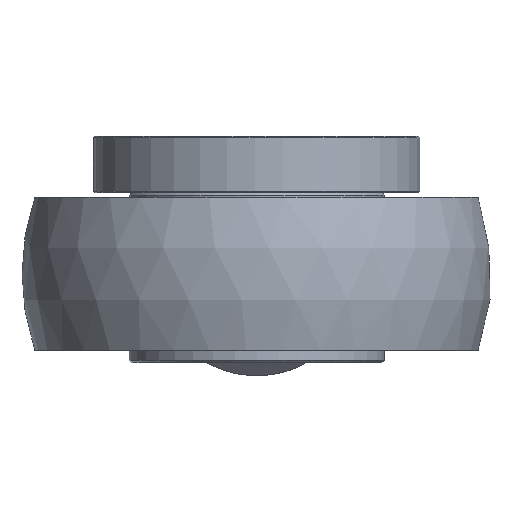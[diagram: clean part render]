
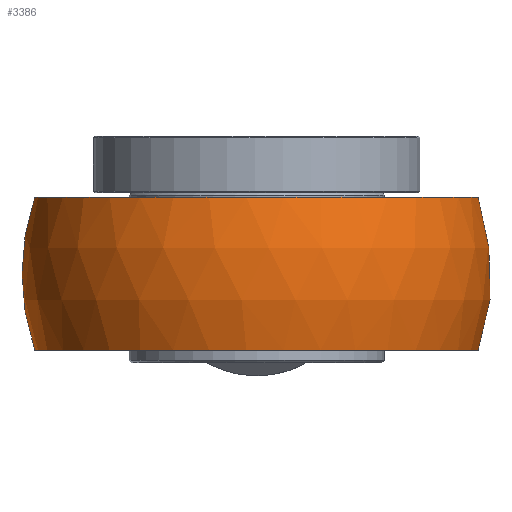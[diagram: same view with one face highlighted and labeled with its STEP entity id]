
A CAD part, front view. The second image highlights one B-rep face of the part: STEP entity #3386.
In plain terms, the highlighted spherical face has radius 46 mm.
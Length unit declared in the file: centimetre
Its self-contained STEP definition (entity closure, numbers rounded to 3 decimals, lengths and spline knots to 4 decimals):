
#2985=CARTESIAN_POINT('',(4.2093,1.8308,0.3));
#2986=VERTEX_POINT('',#2985);
#2993=CARTESIAN_POINT('',(4.2093,1.8308,-0.3));
#2994=VERTEX_POINT('',#2993);
#2995=CARTESIAN_POINT('',(0.,1.8308,0.));
#2996=DIRECTION('',(-0.,1.,0.));
#2997=DIRECTION('',(1.,0.,0.));
#2998=AXIS2_PLACEMENT_3D('',#2995,#2996,#2997);
#2999=CIRCLE('',#2998,4.22);
#3000=EDGE_CURVE('',#2986,#2994,#2999,.T.);
#3288=CARTESIAN_POINT('',(1.9825,4.14,-0.3));
#3289=VERTEX_POINT('',#3288);
#3290=CARTESIAN_POINT('',(0.,0.,-0.3));
#3291=DIRECTION('',(0.,0.,-1.));
#3292=DIRECTION('',(0.,-1.,0.));
#3293=AXIS2_PLACEMENT_3D('',#3290,#3291,#3292);
#3294=CIRCLE('',#3293,4.5902);
#3295=EDGE_CURVE('',#3289,#2994,#3294,.T.);
#3307=CARTESIAN_POINT('',(0.,0.,0.));
#3308=DIRECTION('',(0.,0.,1.));
#3309=DIRECTION('',(1.,0.,0.));
#3310=AXIS2_PLACEMENT_3D('',#3307,#3308,#3309);
#3311=SPHERICAL_SURFACE('',#3310,4.6);
#3312=CARTESIAN_POINT('',(-4.3486,0.,1.5));
#3313=VERTEX_POINT('',#3312);
#3314=CARTESIAN_POINT('',(-4.3486,0.,-1.5));
#3315=VERTEX_POINT('',#3314);
#3316=CARTESIAN_POINT('',(0.,0.,0.));
#3317=DIRECTION('',(-0.,-1.,0.));
#3318=DIRECTION('',(-1.,0.,0.));
#3319=AXIS2_PLACEMENT_3D('',#3316,#3317,#3318);
#3320=CIRCLE('',#3319,4.6);
#3321=EDGE_CURVE('',#3313,#3315,#3320,.T.);
#3322=ORIENTED_EDGE('',*,*,#3321,.T.);
#3323=CARTESIAN_POINT('',(1.3306,4.14,-1.5));
#3324=VERTEX_POINT('',#3323);
#3325=CARTESIAN_POINT('',(0.,0.,-1.5));
#3326=DIRECTION('',(-0.,-0.,-1.));
#3327=DIRECTION('',(0.,-1.,0.));
#3328=AXIS2_PLACEMENT_3D('',#3325,#3326,#3327);
#3329=CIRCLE('',#3328,4.3486);
#3330=EDGE_CURVE('',#3324,#3315,#3329,.T.);
#3331=ORIENTED_EDGE('',*,*,#3330,.F.);
#3332=CARTESIAN_POINT('',(1.3305,4.14,-1.5));
#3333=VERTEX_POINT('',#3332);
#3334=CARTESIAN_POINT('',(0.,1.32,1.32));
#3335=DIRECTION('',(0.,-0.707,-0.707));
#3336=DIRECTION('',(0.,-0.707,0.707));
#3337=AXIS2_PLACEMENT_3D('',#3334,#3335,#3336);
#3338=CIRCLE('',#3337,4.2042);
#3339=EDGE_CURVE('',#3333,#3324,#3338,.T.);
#3340=ORIENTED_EDGE('',*,*,#3339,.F.);
#3341=CARTESIAN_POINT('',(0.,4.14,0.));
#3342=DIRECTION('',(0.,1.,0.));
#3343=DIRECTION('',(0.,0.,-1.));
#3344=AXIS2_PLACEMENT_3D('',#3341,#3342,#3343);
#3345=CIRCLE('',#3344,2.0051);
#3346=EDGE_CURVE('',#3289,#3333,#3345,.T.);
#3347=ORIENTED_EDGE('',*,*,#3346,.F.);
#3348=ORIENTED_EDGE('',*,*,#3295,.T.);
#3349=ORIENTED_EDGE('',*,*,#3000,.F.);
#3350=CARTESIAN_POINT('',(1.9825,4.14,0.3));
#3351=VERTEX_POINT('',#3350);
#3352=CARTESIAN_POINT('',(-0.,0.,0.3));
#3353=DIRECTION('',(-0.,0.,1.));
#3354=DIRECTION('',(0.,1.,-0.));
#3355=AXIS2_PLACEMENT_3D('',#3352,#3353,#3354);
#3356=CIRCLE('',#3355,4.5902);
#3357=EDGE_CURVE('',#2986,#3351,#3356,.T.);
#3358=ORIENTED_EDGE('',*,*,#3357,.T.);
#3359=CARTESIAN_POINT('',(1.3305,4.14,1.5));
#3360=VERTEX_POINT('',#3359);
#3361=CARTESIAN_POINT('',(0.,4.14,0.));
#3362=DIRECTION('',(0.,1.,0.));
#3363=DIRECTION('',(0.,0.,-1.));
#3364=AXIS2_PLACEMENT_3D('',#3361,#3362,#3363);
#3365=CIRCLE('',#3364,2.0051);
#3366=EDGE_CURVE('',#3360,#3351,#3365,.T.);
#3367=ORIENTED_EDGE('',*,*,#3366,.F.);
#3368=CARTESIAN_POINT('',(1.3306,4.14,1.5));
#3369=VERTEX_POINT('',#3368);
#3370=CARTESIAN_POINT('',(0.,1.32,-1.32));
#3371=DIRECTION('',(0.,-0.707,0.707));
#3372=DIRECTION('',(-0.,0.707,0.707));
#3373=AXIS2_PLACEMENT_3D('',#3370,#3371,#3372);
#3374=CIRCLE('',#3373,4.2042);
#3375=EDGE_CURVE('',#3369,#3360,#3374,.T.);
#3376=ORIENTED_EDGE('',*,*,#3375,.F.);
#3377=CARTESIAN_POINT('',(0.,0.,1.5));
#3378=DIRECTION('',(0.,-0.,1.));
#3379=DIRECTION('',(0.,1.,0.));
#3380=AXIS2_PLACEMENT_3D('',#3377,#3378,#3379);
#3381=CIRCLE('',#3380,4.3486);
#3382=EDGE_CURVE('',#3313,#3369,#3381,.T.);
#3383=ORIENTED_EDGE('',*,*,#3382,.F.);
#3384=EDGE_LOOP('',(#3322,#3331,#3340,#3347,#3348,#3349,#3358,#3367,#3376,#3383));
#3385=FACE_BOUND('',#3384,.T.);
#3386=ADVANCED_FACE('',(#3385),#3311,.T.);
